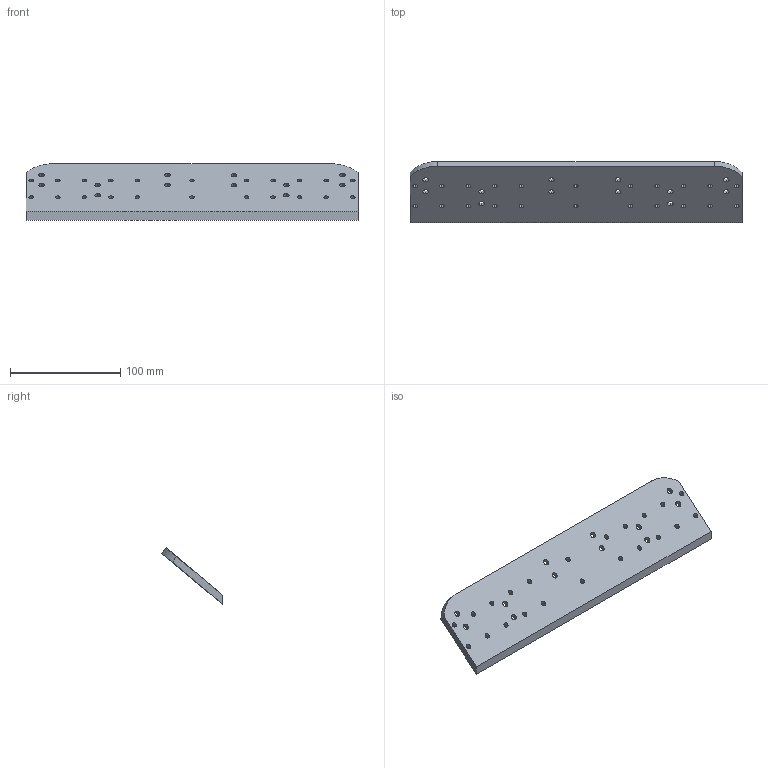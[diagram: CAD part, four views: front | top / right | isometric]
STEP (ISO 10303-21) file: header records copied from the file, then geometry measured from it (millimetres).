
FILE_DESCRIPTION (( 'STEP AP214' ), '1' );
FILE_NAME ('Cancer Wedge.STEP', '2023-12-22T05:37:45', ( '' ), ( '' ), 'SwSTEP 2.0', 'SolidWorks 2023', '' );
FILE_SCHEMA (( 'AUTOMOTIVE_DESIGN' ));
Length unit declared in the file: inch
Products named in the file (1): Cancer Wedge
Bounding box: 301.62 x 55.37 x 51.32 mm (x, y, z)
Volume: 127754.1 mm3; surface area: 48564.2 mm2
Topology: 1 solids, 1 shells, 102 faces, 276 edges, 176 vertices
Faces by surface type: cylinder 70, cone 24, plane 8
Entity records: 3435 total; most frequent: DIRECTION 646, CARTESIAN_POINT 555, ORIENTED_EDGE 552, EDGE_CURVE 276, AXIS2_PLACEMENT_3D 267, VERTEX_POINT 176, EDGE_LOOP 170, CIRCLE 164
